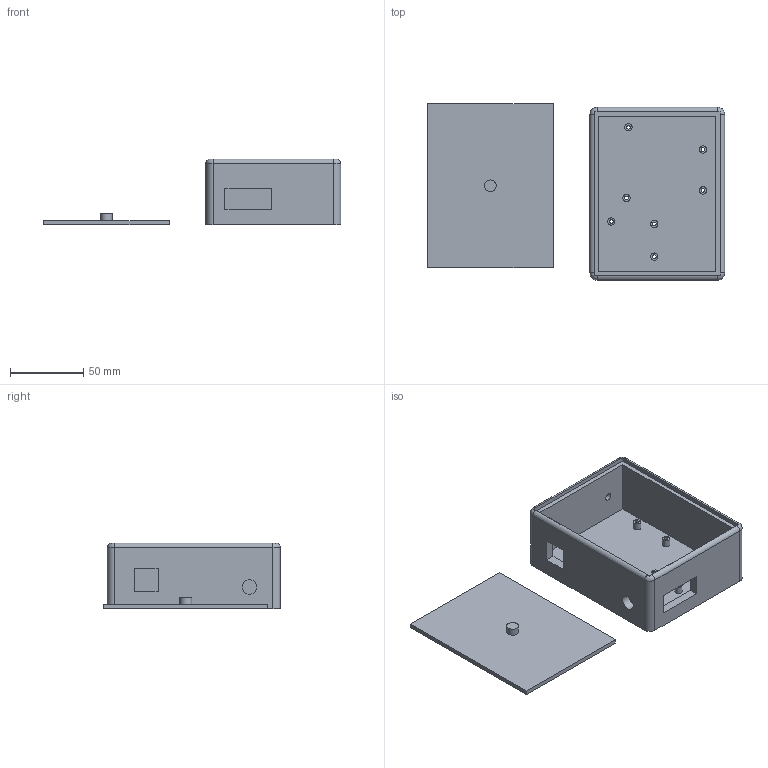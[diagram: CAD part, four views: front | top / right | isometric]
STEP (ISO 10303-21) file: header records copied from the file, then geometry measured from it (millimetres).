
FILE_DESCRIPTION(/* description */ ('STEP AP242','CAx-IF Rec.Pracs.---Representation and Presentation of Product Manufacturing Information (PMI)---4.0---2014-10-13','CAx-IF Rec.Pracs.---3D Tessellated Geometry---0.4---2014-09-14','2;1'),/* implementation_level */ '2;1');
FILE_NAME(/* name */ '647e86d31ce72b5d48a03370',/* time_stamp */ '2023-06-06T01:07:32Z',/* author */ (''),/* organization */ (''),/* preprocessor_version */ 'ST-DEVELOPER v19.4',/* originating_system */ ' ',/* authorisation */ ' ');
FILE_SCHEMA (('AP242_MANAGED_MODEL_BASED_3D_ENGINEERING_MIM_LF { 1 0 10303 442 1 1 4 }'));
Length unit declared in the file: metre
Products named in the file (2): lid; shell
Bounding box: 202.97 x 120.46 x 45 mm (x, y, z)
Volume: 168703.2 mm3; surface area: 75799.5 mm2
Topology: 2 solids, 2 shells, 66 faces, 158 edges, 105 vertices
Faces by surface type: plane 37, cylinder 25, torus 4
Full cylindrical faces by diameter (mm): 2.5 x7, 5 x8, 8 x1, 10 x1
Entity records: 1876 total; most frequent: CARTESIAN_POINT 324, DIRECTION 312, ORIENTED_EDGE 268, EDGE_CURVE 134, AXIS2_PLACEMENT_3D 118, EDGE_LOOP 114, FACE_BOUND 114, VERTEX_POINT 98
